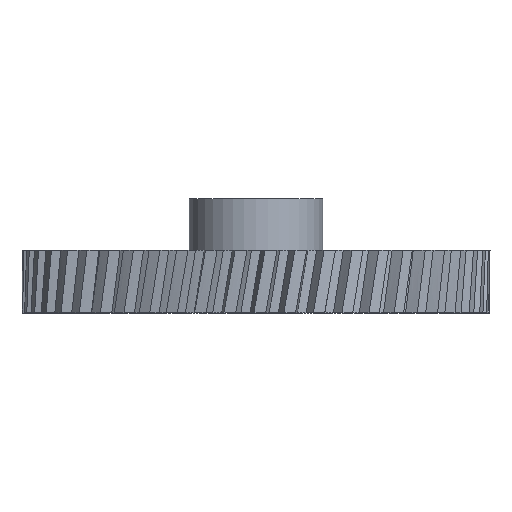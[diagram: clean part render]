
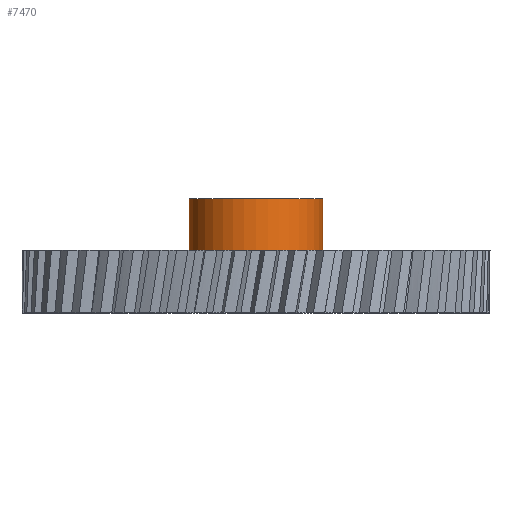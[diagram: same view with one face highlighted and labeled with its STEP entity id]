
A CAD part, top view. The second image highlights one B-rep face of the part: STEP entity #7470.
In plain terms, the highlighted cylindrical face has radius 9 mm (diameter 18 mm), a partial arc.
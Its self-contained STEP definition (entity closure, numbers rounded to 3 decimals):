
#381=CARTESIAN_POINT('',(0.,15.4,0.));
#382=DIRECTION('',(0.,1.,0.));
#383=DIRECTION('',(-1.,0.,0.));
#384=AXIS2_PLACEMENT_3D('',#381,#382,#383);
#389=DIRECTION('',(0.,-1.,0.));
#390=VECTOR('',#389,7.);
#391=CARTESIAN_POINT('',(-9.,15.4,0.));
#392=LINE('',#391,#390);
#396=DIRECTION('',(0.,-1.,0.));
#397=VECTOR('',#396,7.);
#398=CARTESIAN_POINT('',(9.,15.4,0.));
#399=LINE('',#398,#397);
#419=CARTESIAN_POINT('',(0.,8.4,0.));
#420=DIRECTION('',(0.,1.,0.));
#421=DIRECTION('',(-1.,0.,0.));
#422=AXIS2_PLACEMENT_3D('',#419,#420,#421);
#6552=CARTESIAN_POINT('',(-9.,15.4,0.));
#6553=CARTESIAN_POINT('',(-9.,8.4,0.));
#6554=VERTEX_POINT('',#6552);
#6555=VERTEX_POINT('',#6553);
#6556=CARTESIAN_POINT('',(9.,15.4,0.));
#6557=CARTESIAN_POINT('',(9.,8.4,0.));
#6558=VERTEX_POINT('',#6556);
#6559=VERTEX_POINT('',#6557);
#7456=CARTESIAN_POINT('',(0.,-0.77,0.));
#7457=DIRECTION('',(0.,1.,0.));
#7458=DIRECTION('',(1.,0.,0.));
#7459=AXIS2_PLACEMENT_3D('',#7456,#7457,#7458);
#7460=CYLINDRICAL_SURFACE('',#7459,9.);
#7462=ORIENTED_EDGE('',*,*,#7461,.F.);
#7463=ORIENTED_EDGE('',*,*,#7297,.T.);
#7465=ORIENTED_EDGE('',*,*,#7464,.T.);
#7467=ORIENTED_EDGE('',*,*,#7466,.F.);
#7468=EDGE_LOOP('',(#7462,#7463,#7465,#7467));
#7469=FACE_OUTER_BOUND('',#7468,.F.);
#385=CIRCLE('',#384,9.);
#423=CIRCLE('',#422,9.);
#7297=EDGE_CURVE('',#6554,#6558,#385,.T.);
#7461=EDGE_CURVE('',#6554,#6555,#392,.T.);
#7464=EDGE_CURVE('',#6558,#6559,#399,.T.);
#7466=EDGE_CURVE('',#6555,#6559,#423,.T.);
#7470=ADVANCED_FACE('',(#7469),#7460,.T.);
